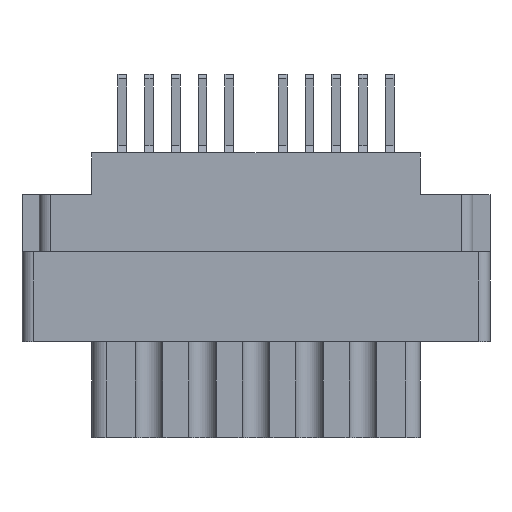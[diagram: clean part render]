
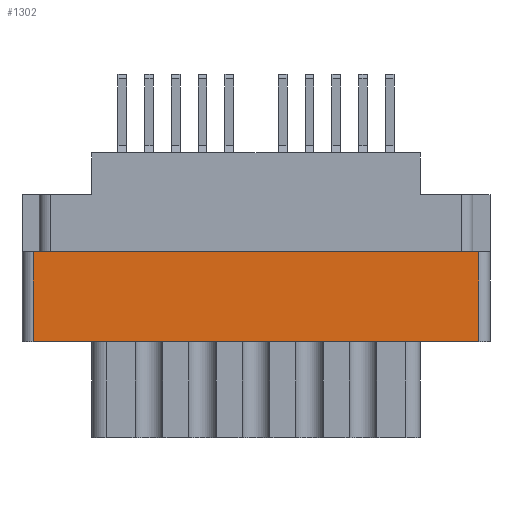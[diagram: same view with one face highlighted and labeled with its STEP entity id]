
A CAD part, front view. The second image highlights one B-rep face of the part: STEP entity #1302.
In plain terms, the highlighted planar face has unit normal (0, -1, 0).
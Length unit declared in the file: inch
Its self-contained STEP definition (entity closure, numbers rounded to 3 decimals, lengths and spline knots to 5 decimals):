
#61 = ORIENTED_EDGE ( 'NONE', *, *, #8274, .F. ) ;
#1302 = ADVANCED_FACE ( 'NONE', ( #21267 ), #10550, .T. ) ;
#1670 = VECTOR ( 'NONE', #16424, 39.37008 ) ;
#2343 = CARTESIAN_POINT ( 'NONE',  ( 0.624, -0.343, -0.529 ) ) ;
#3009 = CARTESIAN_POINT ( 'NONE',  ( 0., -0.343, -0.529 ) ) ;
#3281 = VERTEX_POINT ( 'NONE', #25035 ) ;
#4762 = ORIENTED_EDGE ( 'NONE', *, *, #23477, .T. ) ;
#7280 = DIRECTION ( 'NONE',  ( -1., 0., 0. ) ) ;
#8274 = EDGE_CURVE ( 'NONE', #3281, #9867, #13634, .T. ) ;
#8494 = CARTESIAN_POINT ( 'NONE',  ( -0.656, -0.343, -0.798 ) ) ;
#9867 = VERTEX_POINT ( 'NONE', #11494 ) ;
#10210 = VERTEX_POINT ( 'NONE', #19750 ) ;
#10265 = DIRECTION ( 'NONE',  ( 1., 0., 0. ) ) ;
#10528 = ORIENTED_EDGE ( 'NONE', *, *, #17687, .F. ) ;
#10550 = PLANE ( 'NONE',  #14986 ) ;
#11494 = CARTESIAN_POINT ( 'NONE',  ( 0.624, -0.343, -0.277 ) ) ;
#12203 = LINE ( 'NONE', #3009, #18641 ) ;
#12375 = CARTESIAN_POINT ( 'NONE',  ( 0., -0.343, -0.277 ) ) ;
#13634 = LINE ( 'NONE', #12375, #15001 ) ;
#14986 = AXIS2_PLACEMENT_3D ( 'NONE', #8494, #27871, #25946 ) ;
#15001 = VECTOR ( 'NONE', #10265, 39.37008 ) ;
#15720 = VECTOR ( 'NONE', #19739, 39.37008 ) ;
#16424 = DIRECTION ( 'NONE',  ( 0., 0., -1. ) ) ;
#16563 = ORIENTED_EDGE ( 'NONE', *, *, #22553, .T. ) ;
#17098 = VERTEX_POINT ( 'NONE', #2343 ) ;
#17687 = EDGE_CURVE ( 'NONE', #17098, #10210, #12203, .T. ) ;
#18530 = CARTESIAN_POINT ( 'NONE',  ( -0.624, -0.343, -0.798 ) ) ;
#18641 = VECTOR ( 'NONE', #7280, 39.37008 ) ;
#19739 = DIRECTION ( 'NONE',  ( 0., 0., 1. ) ) ;
#19750 = CARTESIAN_POINT ( 'NONE',  ( -0.624, -0.343, -0.529 ) ) ;
#20632 = EDGE_LOOP ( 'NONE', ( #61, #4762, #10528, #16563 ) ) ;
#21267 = FACE_OUTER_BOUND ( 'NONE', #20632, .T. ) ;
#22502 = LINE ( 'NONE', #23816, #15720 ) ;
#22553 = EDGE_CURVE ( 'NONE', #17098, #9867, #22502, .T. ) ;
#23477 = EDGE_CURVE ( 'NONE', #3281, #10210, #26567, .T. ) ;
#23816 = CARTESIAN_POINT ( 'NONE',  ( 0.624, -0.343, -0.798 ) ) ;
#25035 = CARTESIAN_POINT ( 'NONE',  ( -0.624, -0.343, -0.277 ) ) ;
#25946 = DIRECTION ( 'NONE',  ( 0., 0., -1. ) ) ;
#26567 = LINE ( 'NONE', #18530, #1670 ) ;
#27871 = DIRECTION ( 'NONE',  ( 0., -1., 0. ) ) ;
